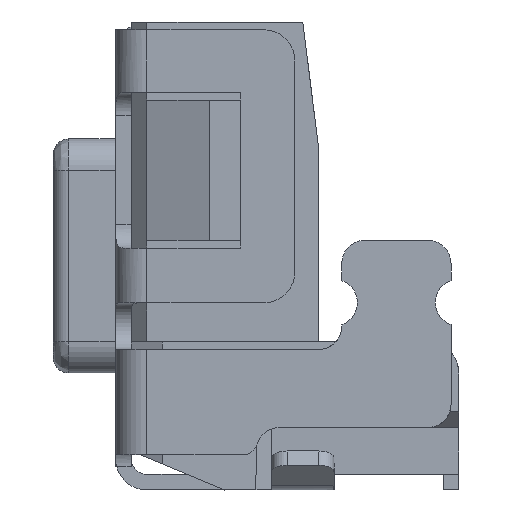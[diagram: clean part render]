
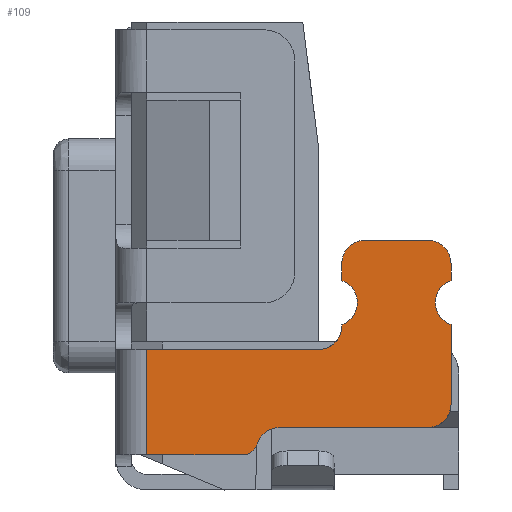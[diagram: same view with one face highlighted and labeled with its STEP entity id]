
A CAD part, left-side view. The second image highlights one B-rep face of the part: STEP entity #109.
In plain terms, the highlighted planar face has unit normal (-1, 0, 0).
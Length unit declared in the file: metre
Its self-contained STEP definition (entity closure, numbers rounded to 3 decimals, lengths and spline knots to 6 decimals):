
#109 = ADVANCED_FACE( '', ( #624 ), #625, .F. );
#624 = FACE_OUTER_BOUND( '', #1552, .T. );
#625 = PLANE( '', #1553 );
#1552 = EDGE_LOOP( '', ( #2949, #2950, #2951, #2952, #2953, #2954, #2955, #2956, #2957, #2958, #2959, #2960, #2961, #2962, #2963, #2964, #2965 ) );
#1553 = AXIS2_PLACEMENT_3D( '', #2966, #2967, #2968 );
#2949 = ORIENTED_EDGE( '', *, *, #6531, .F. );
#2950 = ORIENTED_EDGE( '', *, *, #6532, .T. );
#2951 = ORIENTED_EDGE( '', *, *, #6367, .F. );
#2952 = ORIENTED_EDGE( '', *, *, #6364, .T. );
#2953 = ORIENTED_EDGE( '', *, *, #6533, .F. );
#2954 = ORIENTED_EDGE( '', *, *, #6534, .T. );
#2955 = ORIENTED_EDGE( '', *, *, #6535, .F. );
#2956 = ORIENTED_EDGE( '', *, *, #6536, .T. );
#2957 = ORIENTED_EDGE( '', *, *, #6537, .F. );
#2958 = ORIENTED_EDGE( '', *, *, #6538, .T. );
#2959 = ORIENTED_EDGE( '', *, *, #6539, .F. );
#2960 = ORIENTED_EDGE( '', *, *, #6540, .T. );
#2961 = ORIENTED_EDGE( '', *, *, #6541, .F. );
#2962 = ORIENTED_EDGE( '', *, *, #6542, .F. );
#2963 = ORIENTED_EDGE( '', *, *, #6543, .F. );
#2964 = ORIENTED_EDGE( '', *, *, #6544, .F. );
#2965 = ORIENTED_EDGE( '', *, *, #6528, .F. );
#2966 = CARTESIAN_POINT( '', ( -0.0001, 0.001025, -0.002087 ) );
#2967 = DIRECTION( '', ( 1., 0., 0. ) );
#2968 = DIRECTION( '', ( 0., 1., 0. ) );
#6364 = EDGE_CURVE( '', #7691, #7689, #7692, .T. );
#6367 = EDGE_CURVE( '', #7691, #7696, #7697, .T. );
#6528 = EDGE_CURVE( '', #7970, #7972, #7973, .T. );
#6531 = EDGE_CURVE( '', #7975, #7970, #7977, .T. );
#6532 = EDGE_CURVE( '', #7975, #7696, #7978, .T. );
#6533 = EDGE_CURVE( '', #7979, #7689, #7980, .T. );
#6534 = EDGE_CURVE( '', #7979, #7981, #7982, .T. );
#6535 = EDGE_CURVE( '', #7983, #7981, #7984, .T. );
#6536 = EDGE_CURVE( '', #7983, #7985, #7986, .T. );
#6537 = EDGE_CURVE( '', #7987, #7985, #7988, .T. );
#6538 = EDGE_CURVE( '', #7987, #7989, #7990, .T. );
#6539 = EDGE_CURVE( '', #7991, #7989, #7992, .T. );
#6540 = EDGE_CURVE( '', #7991, #7993, #7994, .T. );
#6541 = EDGE_CURVE( '', #7995, #7993, #7996, .T. );
#6542 = EDGE_CURVE( '', #7997, #7995, #7998, .T. );
#6543 = EDGE_CURVE( '', #7999, #7997, #8000, .T. );
#6544 = EDGE_CURVE( '', #7972, #7999, #8001, .T. );
#7689 = VERTEX_POINT( '', #9867 );
#7691 = VERTEX_POINT( '', #9870 );
#7692 = LINE( '', #9871, #9872 );
#7696 = VERTEX_POINT( '', #9878 );
#7697 = CIRCLE( '', #9879, 0.00015 );
#7970 = VERTEX_POINT( '', #10319 );
#7972 = VERTEX_POINT( '', #10322 );
#7973 = CIRCLE( '', #10323, 0.0001 );
#7975 = VERTEX_POINT( '', #10326 );
#7977 = CIRCLE( '', #10329, 0.00015 );
#7978 = LINE( '', #10330, #10331 );
#7979 = VERTEX_POINT( '', #10332 );
#7980 = CIRCLE( '', #10333, 0.00015 );
#7981 = VERTEX_POINT( '', #10334 );
#7982 = LINE( '', #10335, #10336 );
#7983 = VERTEX_POINT( '', #10337 );
#7984 = CIRCLE( '', #10338, 0.00015 );
#7985 = VERTEX_POINT( '', #10339 );
#7986 = LINE( '', #10340, #10341 );
#7987 = VERTEX_POINT( '', #10342 );
#7988 = CIRCLE( '', #10343, 0.00015 );
#7989 = VERTEX_POINT( '', #10344 );
#7990 = LINE( '', #10345, #10346 );
#7991 = VERTEX_POINT( '', #10347 );
#7992 = CIRCLE( '', #10348, 0.00015 );
#7993 = VERTEX_POINT( '', #10349 );
#7994 = LINE( '', #10350, #10351 );
#7995 = VERTEX_POINT( '', #10352 );
#7996 = CIRCLE( '', #10353, 0.00015 );
#7997 = VERTEX_POINT( '', #10354 );
#7998 = LINE( '', #10355, #10356 );
#7999 = VERTEX_POINT( '', #10357 );
#8000 = LINE( '', #10358, #10359 );
#8001 = LINE( '', #10360, #10361 );
#9867 = CARTESIAN_POINT( '', ( -0.0001, 0.00005, -0.00194 ) );
#9870 = CARTESIAN_POINT( '', ( -0.0001, 0.00005, -0.00245 ) );
#9871 = CARTESIAN_POINT( '', ( -0.0001, 0.00005, -0.00245 ) );
#9872 = VECTOR( '', #12841, 1. );
#9878 = CARTESIAN_POINT( '', ( -0.0001, 0.0002, -0.0026 ) );
#9879 = AXIS2_PLACEMENT_3D( '', #12844, #12845, #12846 );
#10319 = CARTESIAN_POINT( '', ( -0.0001, 0.001293, -0.002705 ) );
#10322 = CARTESIAN_POINT( '', ( -0.0001, 0.001388, -0.002775 ) );
#10323 = AXIS2_PLACEMENT_3D( '', #13087, #13088, #13089 );
#10326 = CARTESIAN_POINT( '', ( -0.0001, 0.00115, -0.0026 ) );
#10329 = AXIS2_PLACEMENT_3D( '', #13092, #13093, #13094 );
#10330 = CARTESIAN_POINT( '', ( -0.0001, 0.00115, -0.0026 ) );
#10331 = VECTOR( '', #13095, 1. );
#10332 = CARTESIAN_POINT( '', ( -0.0001, 0.00005, -0.001657 ) );
#10333 = AXIS2_PLACEMENT_3D( '', #13096, #13097, #13098 );
#10334 = CARTESIAN_POINT( '', ( -0.0001, 0.00005, -0.001549 ) );
#10335 = CARTESIAN_POINT( '', ( -0.0001, 0.00005, -0.001657 ) );
#10336 = VECTOR( '', #13099, 1. );
#10337 = CARTESIAN_POINT( '', ( -0.0001, 0.0002, -0.001399 ) );
#10338 = AXIS2_PLACEMENT_3D( '', #13100, #13101, #13102 );
#10339 = CARTESIAN_POINT( '', ( -0.0001, 0.0006, -0.001399 ) );
#10340 = CARTESIAN_POINT( '', ( -0.0001, 0.0002, -0.001399 ) );
#10341 = VECTOR( '', #13103, 1. );
#10342 = CARTESIAN_POINT( '', ( -0.0001, 0.00075, -0.001549 ) );
#10343 = AXIS2_PLACEMENT_3D( '', #13104, #13105, #13106 );
#10344 = CARTESIAN_POINT( '', ( -0.0001, 0.00075, -0.001657 ) );
#10345 = CARTESIAN_POINT( '', ( -0.0001, 0.00075, -0.001549 ) );
#10346 = VECTOR( '', #13107, 1. );
#10347 = CARTESIAN_POINT( '', ( -0.0001, 0.00075, -0.00194 ) );
#10348 = AXIS2_PLACEMENT_3D( '', #13108, #13109, #13110 );
#10349 = CARTESIAN_POINT( '', ( -0.0001, 0.00075, -0.00195 ) );
#10350 = CARTESIAN_POINT( '', ( -0.0001, 0.00075, -0.00194 ) );
#10351 = VECTOR( '', #13111, 1. );
#10352 = CARTESIAN_POINT( '', ( -0.0001, 0.0009, -0.0021 ) );
#10353 = AXIS2_PLACEMENT_3D( '', #13112, #13113, #13114 );
#10354 = CARTESIAN_POINT( '', ( -0.0001, 0.002, -0.0021 ) );
#10355 = CARTESIAN_POINT( '', ( -0.0001, 0.002, -0.0021 ) );
#10356 = VECTOR( '', #13115, 1. );
#10357 = CARTESIAN_POINT( '', ( -0.0001, 0.002, -0.002775 ) );
#10358 = CARTESIAN_POINT( '', ( -0.0001, 0.002, -0.002775 ) );
#10359 = VECTOR( '', #13116, 1. );
#10360 = CARTESIAN_POINT( '', ( -0.0001, 0.001388, -0.002775 ) );
#10361 = VECTOR( '', #13117, 1. );
#12841 = DIRECTION( '', ( 0., 0., 1. ) );
#12844 = CARTESIAN_POINT( '', ( -0.0001, 0.0002, -0.00245 ) );
#12845 = DIRECTION( '', ( 1., 0., 0. ) );
#12846 = DIRECTION( '', ( 0., -1., 0. ) );
#13087 = CARTESIAN_POINT( '', ( -0.0001, 0.001388, -0.002675 ) );
#13088 = DIRECTION( '', ( 1., 0., 0. ) );
#13089 = DIRECTION( '', ( 0., -0.954, -0.3 ) );
#13092 = CARTESIAN_POINT( '', ( -0.0001, 0.00115, -0.00275 ) );
#13093 = DIRECTION( '', ( -1., 0., 0. ) );
#13094 = DIRECTION( '', ( 0., 0., 1. ) );
#13095 = DIRECTION( '', ( 0., -1., 0. ) );
#13096 = CARTESIAN_POINT( '', ( -0.0001, 0., -0.001799 ) );
#13097 = DIRECTION( '', ( -1., 0., 0. ) );
#13098 = DIRECTION( '', ( 0., 0.333, 0.943 ) );
#13099 = DIRECTION( '', ( 0., 0., 1. ) );
#13100 = CARTESIAN_POINT( '', ( -0.0001, 0.0002, -0.001549 ) );
#13101 = DIRECTION( '', ( 1., 0., 0. ) );
#13102 = DIRECTION( '', ( 0., 0., 1. ) );
#13103 = DIRECTION( '', ( 0., 1., 0. ) );
#13104 = CARTESIAN_POINT( '', ( -0.0001, 0.0006, -0.001549 ) );
#13105 = DIRECTION( '', ( 1., 0., 0. ) );
#13106 = DIRECTION( '', ( 0., 1., 0. ) );
#13107 = DIRECTION( '', ( 0., 0., -1. ) );
#13108 = CARTESIAN_POINT( '', ( -0.0001, 0.0008, -0.001799 ) );
#13109 = DIRECTION( '', ( -1., 0., 0. ) );
#13110 = DIRECTION( '', ( 0., -0.333, -0.943 ) );
#13111 = DIRECTION( '', ( 0., 0., -1. ) );
#13112 = CARTESIAN_POINT( '', ( -0.0001, 0.0009, -0.00195 ) );
#13113 = DIRECTION( '', ( -1., 0., 0. ) );
#13114 = DIRECTION( '', ( 0., 0., -1. ) );
#13115 = DIRECTION( '', ( 0., -1., 0. ) );
#13116 = DIRECTION( '', ( 0., 0., 1. ) );
#13117 = DIRECTION( '', ( 0., 1., 0. ) );
